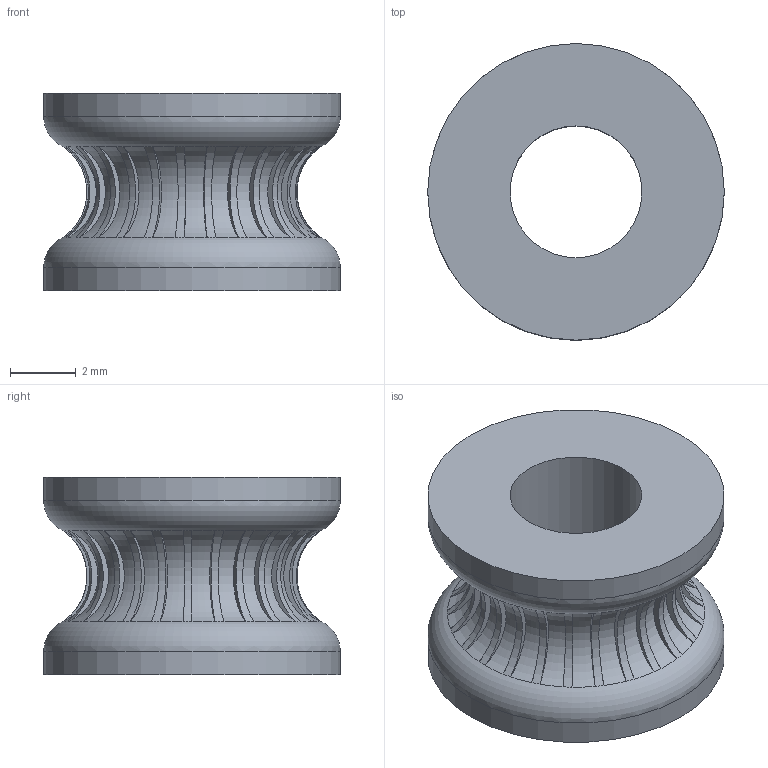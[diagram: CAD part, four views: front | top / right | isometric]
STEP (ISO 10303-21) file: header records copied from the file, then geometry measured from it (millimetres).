
FILE_DESCRIPTION(/* description */ (''),/* implementation_level */ '2;1');
FILE_NAME(/* name */ '20_Cube_Insert_Lightsheet_FEPTube_Rotating_gear2_v0.ipt.step',/* time_stamp */ '2022-11-29T08:04:44+01:00',/* author */ ('Prakash Lab'),/* organization */ (''),/* preprocessor_version */ 'ST-DEVELOPER v18.1',/* originating_system */ 'Autodesk Inventor 2022',/* authorisation */ '');
FILE_SCHEMA (('AUTOMOTIVE_DESIGN { 1 0 10303 214 3 1 1 }'));
Length unit declared in the file: inch
Products named in the file (1): 20_Cube_Insert_Lightsheet_FEPTube_Rotating_gear2_v0
Bounding box: 9 x 9 x 6 mm (x, y, z)
Volume: 217.2 mm3; surface area: 372.5 mm2
Topology: 1 solids, 1 shells, 107 faces, 213 edges, 108 vertices
Faces by surface type: torus 52, plane 52, cylinder 3
Full cylindrical faces by diameter (mm): 4 x1, 9 x2
Entity records: 2828 total; most frequent: DIRECTION 639, CARTESIAN_POINT 429, ORIENTED_EDGE 426, AXIS2_PLACEMENT_3D 318, EDGE_CURVE 213, CIRCLE 210, EDGE_LOOP 109, VERTEX_POINT 108
